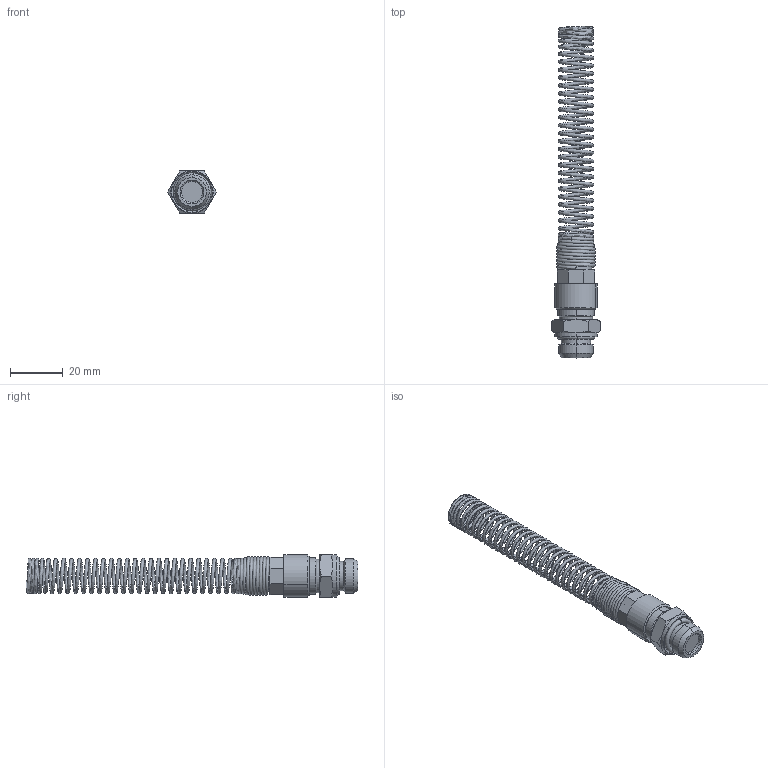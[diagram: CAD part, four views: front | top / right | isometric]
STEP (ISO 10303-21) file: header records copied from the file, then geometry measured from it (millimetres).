
FILE_DESCRIPTION (( 'STEP AP214' ), '1' );
FILE_NAME ('0102800010.step', '2012-09-28T13:20:41', ( '' ), ( '' ), 'SwSTEP 2.0', 'SolidWorks 2012', '' );
FILE_SCHEMA (( 'AUTOMOTIVE_DESIGN' ));
Length unit declared in the file: millimetre
Products named in the file (1): 0102800010
Bounding box: 18.48 x 125.5 x 16 mm (x, y, z)
Volume: 8607.2 mm3; surface area: 10301.3 mm2
Topology: 3 solids, 3 shells, 121 faces, 266 edges, 159 vertices
Faces by surface type: cone 44, cylinder 35, plane 28, torus 8, bspline 6
Entity records: 24231 total; most frequent: CARTESIAN_POINT 20291, DIRECTION 532, ORIENTED_EDGE 532, EDGE_CURVE 266, AXIS2_PLACEMENT_3D 226, VERTEX_POINT 159, EDGE_LOOP 131, UNCERTAINTY_MEASURE_WITH_UNIT 126
